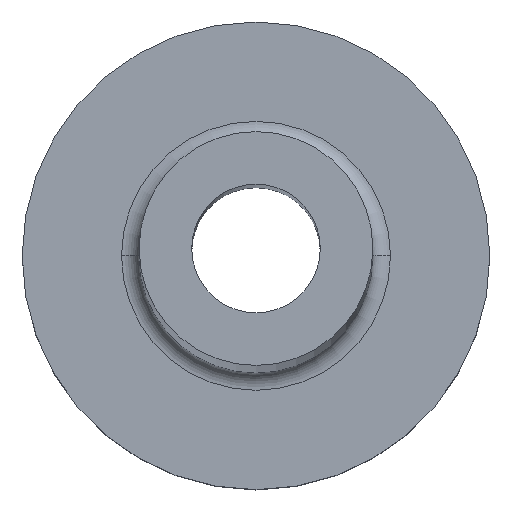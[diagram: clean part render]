
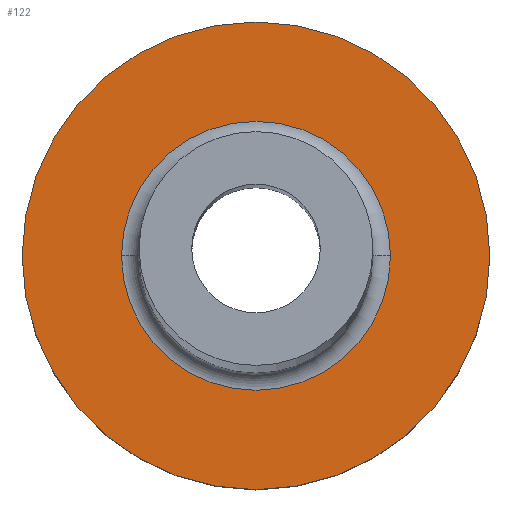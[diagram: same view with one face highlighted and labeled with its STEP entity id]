
A CAD part, top view. The second image highlights one B-rep face of the part: STEP entity #122.
In plain terms, the highlighted planar face has unit normal (0, 0, 1).
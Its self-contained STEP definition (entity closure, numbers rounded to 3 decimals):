
#1 = EDGE_CURVE ( 'NONE', #143, #126, #386, .T. ) ;
#13 = CARTESIAN_POINT ( 'NONE',  ( 0., 0., 3. ) ) ;
#18 = DIRECTION ( 'NONE',  ( 0., 0., 1. ) ) ;
#23 = EDGE_CURVE ( 'NONE', #434, #155, #353, .T. ) ;
#38 = EDGE_CURVE ( 'NONE', #126, #143, #282, .T. ) ;
#40 = DIRECTION ( 'NONE',  ( 1., 0., 0. ) ) ;
#78 = EDGE_LOOP ( 'NONE', ( #344, #154 ) ) ;
#84 = DIRECTION ( 'NONE',  ( 1., 0., 0. ) ) ;
#94 = DIRECTION ( 'NONE',  ( 1., 0., 0. ) ) ;
#105 = EDGE_LOOP ( 'NONE', ( #301, #264 ) ) ;
#117 = DIRECTION ( 'NONE',  ( 0., 0., 1. ) ) ;
#122 = ADVANCED_FACE ( 'NONE', ( #424, #358 ), #157, .T. ) ;
#123 = CARTESIAN_POINT ( 'NONE',  ( -2.3, 0., 3. ) ) ;
#126 = VERTEX_POINT ( 'NONE', #413 ) ;
#143 = VERTEX_POINT ( 'NONE', #123 ) ;
#153 = DIRECTION ( 'NONE',  ( 1., 0., 0. ) ) ;
#154 = ORIENTED_EDGE ( 'NONE', *, *, #1, .T. ) ;
#155 = VERTEX_POINT ( 'NONE', #429 ) ;
#157 = PLANE ( 'NONE',  #440 ) ;
#176 = AXIS2_PLACEMENT_3D ( 'NONE', #361, #327, #40 ) ;
#189 = CARTESIAN_POINT ( 'NONE',  ( -4., 0., 3. ) ) ;
#220 = AXIS2_PLACEMENT_3D ( 'NONE', #13, #296, #94 ) ;
#227 = AXIS2_PLACEMENT_3D ( 'NONE', #343, #18, #153 ) ;
#229 = DIRECTION ( 'NONE',  ( 1., 0., 0. ) ) ;
#264 = ORIENTED_EDGE ( 'NONE', *, *, #376, .T. ) ;
#265 = CARTESIAN_POINT ( 'NONE',  ( 0., 0., 3. ) ) ;
#282 = CIRCLE ( 'NONE', #220, 2.3 ) ;
#296 = DIRECTION ( 'NONE',  ( 0., 0., -1. ) ) ;
#301 = ORIENTED_EDGE ( 'NONE', *, *, #23, .T. ) ;
#327 = DIRECTION ( 'NONE',  ( 0., 0., 1. ) ) ;
#343 = CARTESIAN_POINT ( 'NONE',  ( 0., 0., 3. ) ) ;
#344 = ORIENTED_EDGE ( 'NONE', *, *, #38, .T. ) ;
#353 = CIRCLE ( 'NONE', #227, 4. ) ;
#358 = FACE_OUTER_BOUND ( 'NONE', #105, .T. ) ;
#361 = CARTESIAN_POINT ( 'NONE',  ( 0., 0., 3. ) ) ;
#376 = EDGE_CURVE ( 'NONE', #155, #434, #415, .T. ) ;
#386 = CIRCLE ( 'NONE', #436, 2.3 ) ;
#407 = DIRECTION ( 'NONE',  ( 0., 0., -1. ) ) ;
#413 = CARTESIAN_POINT ( 'NONE',  ( 2.3, 0., 3. ) ) ;
#415 = CIRCLE ( 'NONE', #176, 4. ) ;
#424 = FACE_BOUND ( 'NONE', #78, .T. ) ;
#429 = CARTESIAN_POINT ( 'NONE',  ( 4., 0., 3. ) ) ;
#434 = VERTEX_POINT ( 'NONE', #189 ) ;
#436 = AXIS2_PLACEMENT_3D ( 'NONE', #265, #407, #84 ) ;
#440 = AXIS2_PLACEMENT_3D ( 'NONE', #453, #117, #229 ) ;
#453 = CARTESIAN_POINT ( 'NONE',  ( 0., 0., 3. ) ) ;
